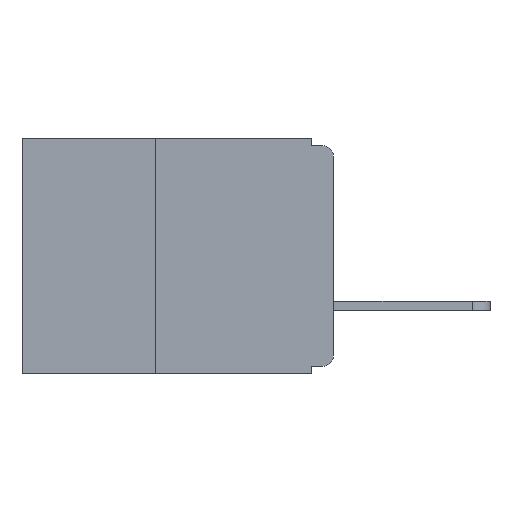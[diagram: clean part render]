
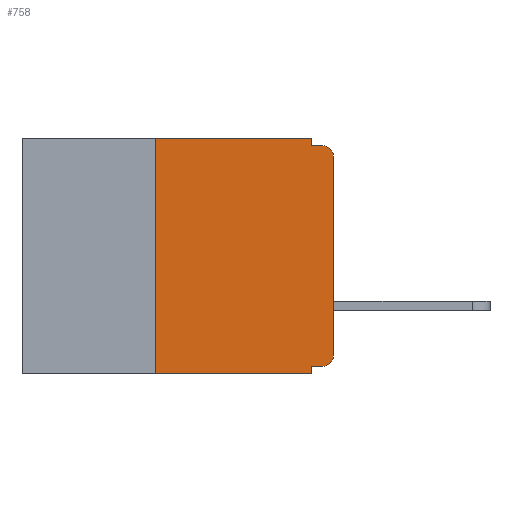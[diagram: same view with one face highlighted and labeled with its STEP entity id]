
A CAD part, left-side view. The second image highlights one B-rep face of the part: STEP entity #758.
In plain terms, the highlighted planar face has unit normal (-1, 0, 0).
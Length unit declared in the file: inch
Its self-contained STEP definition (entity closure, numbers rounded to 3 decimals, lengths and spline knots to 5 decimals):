
#60 = CARTESIAN_POINT ( 'NONE',  ( 0., 0.031, 0. ) ) ;
#350 = EDGE_CURVE ( 'NONE', #3231, #10300, #9411, .T. ) ;
#354 = VERTEX_POINT ( 'NONE', #7272 ) ;
#383 = EDGE_CURVE ( 'NONE', #601, #10787, #10768, .T. ) ;
#440 = CARTESIAN_POINT ( 'NONE',  ( 0., 0.031, -0.32 ) ) ;
#542 = CARTESIAN_POINT ( 'NONE',  ( 0., 0.031, -0.33 ) ) ;
#584 = CARTESIAN_POINT ( 'NONE',  ( 0., 0.015, -0.32 ) ) ;
#601 = VERTEX_POINT ( 'NONE', #4063 ) ;
#751 = VECTOR ( 'NONE', #3394, 39.37008 ) ;
#758 = ADVANCED_FACE ( 'NONE', ( #6144 ), #2569, .F. ) ;
#917 = CARTESIAN_POINT ( 'NONE',  ( 0., 0., -0.32 ) ) ;
#991 = DIRECTION ( 'NONE',  ( 0., -1., 0. ) ) ;
#1336 = LINE ( 'NONE', #917, #9193 ) ;
#1559 = EDGE_CURVE ( 'NONE', #3296, #601, #3558, .T. ) ;
#1731 = LINE ( 'NONE', #4055, #8381 ) ;
#1782 = CIRCLE ( 'NONE', #9649, 0.015 ) ;
#1813 = ORIENTED_EDGE ( 'NONE', *, *, #10109, .F. ) ;
#1888 = LINE ( 'NONE', #6240, #10839 ) ;
#2180 = DIRECTION ( 'NONE',  ( -1., 0., 0. ) ) ;
#2569 = PLANE ( 'NONE',  #5340 ) ;
#2688 = VECTOR ( 'NONE', #10848, 39.37008 ) ;
#2739 = ORIENTED_EDGE ( 'NONE', *, *, #10067, .F. ) ;
#3231 = VERTEX_POINT ( 'NONE', #7459 ) ;
#3291 = CARTESIAN_POINT ( 'NONE',  ( 0., 0.437, 0. ) ) ;
#3296 = VERTEX_POINT ( 'NONE', #6733 ) ;
#3361 = VERTEX_POINT ( 'NONE', #9297 ) ;
#3394 = DIRECTION ( 'NONE',  ( 0., -1., 0. ) ) ;
#3434 = EDGE_CURVE ( 'NONE', #7105, #3865, #1336, .T. ) ;
#3483 = ORIENTED_EDGE ( 'NONE', *, *, #383, .T. ) ;
#3546 = DIRECTION ( 'NONE',  ( 0., 1., 0. ) ) ;
#3558 = LINE ( 'NONE', #8302, #5728 ) ;
#3728 = CARTESIAN_POINT ( 'NONE',  ( 0., 0., -0.01 ) ) ;
#3865 = VERTEX_POINT ( 'NONE', #440 ) ;
#4055 = CARTESIAN_POINT ( 'NONE',  ( 0., 0.031, 0. ) ) ;
#4063 = CARTESIAN_POINT ( 'NONE',  ( 0., 0., -0.025 ) ) ;
#4097 = DIRECTION ( 'NONE',  ( 0., 0., -1. ) ) ;
#4198 = CARTESIAN_POINT ( 'NONE',  ( 0., 0.437, 0. ) ) ;
#4274 = AXIS2_PLACEMENT_3D ( 'NONE', #7355, #2180, #5576 ) ;
#4528 = DIRECTION ( 'NONE',  ( 0., 0., 1. ) ) ;
#4723 = DIRECTION ( 'NONE',  ( 0., 0., 1. ) ) ;
#4975 = VECTOR ( 'NONE', #991, 39.37008 ) ;
#5197 = ORIENTED_EDGE ( 'NONE', *, *, #350, .T. ) ;
#5340 = AXIS2_PLACEMENT_3D ( 'NONE', #3291, #9452, #10392 ) ;
#5576 = DIRECTION ( 'NONE',  ( 0., 0., -1. ) ) ;
#5728 = VECTOR ( 'NONE', #4723, 39.37008 ) ;
#5794 = ORIENTED_EDGE ( 'NONE', *, *, #1559, .T. ) ;
#5923 = ORIENTED_EDGE ( 'NONE', *, *, #10915, .F. ) ;
#5927 = LINE ( 'NONE', #3728, #4975 ) ;
#5940 = LINE ( 'NONE', #542, #2688 ) ;
#6144 = FACE_OUTER_BOUND ( 'NONE', #6485, .T. ) ;
#6240 = CARTESIAN_POINT ( 'NONE',  ( 0., 0.25, -0.33 ) ) ;
#6351 = CARTESIAN_POINT ( 'NONE',  ( 0., 0.437, -0.33 ) ) ;
#6429 = VECTOR ( 'NONE', #9781, 39.37008 ) ;
#6485 = EDGE_LOOP ( 'NONE', ( #5794, #3483, #9044, #2739, #5923, #7185, #5197, #1813, #7754, #10424 ) ) ;
#6733 = CARTESIAN_POINT ( 'NONE',  ( 0., 0., -0.305 ) ) ;
#7098 = EDGE_CURVE ( 'NONE', #7105, #3296, #1782, .T. ) ;
#7105 = VERTEX_POINT ( 'NONE', #584 ) ;
#7185 = ORIENTED_EDGE ( 'NONE', *, *, #8517, .F. ) ;
#7272 = CARTESIAN_POINT ( 'NONE',  ( 0., 0.25, 0. ) ) ;
#7355 = CARTESIAN_POINT ( 'NONE',  ( 0., 0.015, -0.025 ) ) ;
#7459 = CARTESIAN_POINT ( 'NONE',  ( 0., 0.25, -0.33 ) ) ;
#7754 = ORIENTED_EDGE ( 'NONE', *, *, #3434, .F. ) ;
#8302 = CARTESIAN_POINT ( 'NONE',  ( 0., 0., 0. ) ) ;
#8318 = DIRECTION ( 'NONE',  ( 0., 0., -1. ) ) ;
#8380 = CARTESIAN_POINT ( 'NONE',  ( 0., 0.015, -0.01 ) ) ;
#8381 = VECTOR ( 'NONE', #8318, 39.37008 ) ;
#8517 = EDGE_CURVE ( 'NONE', #3231, #354, #1888, .T. ) ;
#8878 = LINE ( 'NONE', #4198, #751 ) ;
#9044 = ORIENTED_EDGE ( 'NONE', *, *, #10608, .F. ) ;
#9193 = VECTOR ( 'NONE', #3546, 39.37008 ) ;
#9297 = CARTESIAN_POINT ( 'NONE',  ( 0., 0.031, -0.01 ) ) ;
#9411 = LINE ( 'NONE', #6351, #6429 ) ;
#9452 = DIRECTION ( 'NONE',  ( 1., 0., 0. ) ) ;
#9649 = AXIS2_PLACEMENT_3D ( 'NONE', #10044, #10967, #4097 ) ;
#9781 = DIRECTION ( 'NONE',  ( 0., -1., 0. ) ) ;
#10044 = CARTESIAN_POINT ( 'NONE',  ( 0., 0.015, -0.305 ) ) ;
#10067 = EDGE_CURVE ( 'NONE', #11067, #3361, #1731, .T. ) ;
#10109 = EDGE_CURVE ( 'NONE', #3865, #10300, #5940, .T. ) ;
#10228 = CARTESIAN_POINT ( 'NONE',  ( 0., 0.031, -0.33 ) ) ;
#10300 = VERTEX_POINT ( 'NONE', #10228 ) ;
#10392 = DIRECTION ( 'NONE',  ( 0., 0., -1. ) ) ;
#10424 = ORIENTED_EDGE ( 'NONE', *, *, #7098, .T. ) ;
#10608 = EDGE_CURVE ( 'NONE', #3361, #10787, #5927, .T. ) ;
#10768 = CIRCLE ( 'NONE', #4274, 0.015 ) ;
#10787 = VERTEX_POINT ( 'NONE', #8380 ) ;
#10839 = VECTOR ( 'NONE', #4528, 39.37008 ) ;
#10848 = DIRECTION ( 'NONE',  ( 0., 0., -1. ) ) ;
#10915 = EDGE_CURVE ( 'NONE', #354, #11067, #8878, .T. ) ;
#10967 = DIRECTION ( 'NONE',  ( -1., 0., 0. ) ) ;
#11067 = VERTEX_POINT ( 'NONE', #60 ) ;
